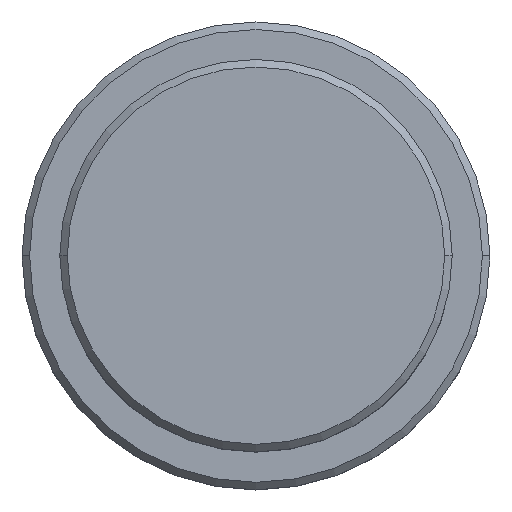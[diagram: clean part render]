
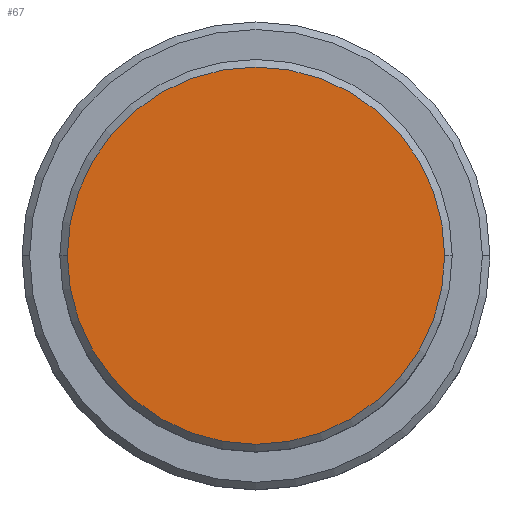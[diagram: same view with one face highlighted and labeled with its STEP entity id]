
A CAD part, top view. The second image highlights one B-rep face of the part: STEP entity #67.
In plain terms, the highlighted planar face has unit normal (0, 0, 1).
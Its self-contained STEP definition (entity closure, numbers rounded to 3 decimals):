
#13 = PLANE ( 'NONE',  #204 ) ;
#67 = ADVANCED_FACE ( 'NONE', ( #427 ), #13, .T. ) ;
#133 = AXIS2_PLACEMENT_3D ( 'NONE', #731, #187, #518 ) ;
#139 = ORIENTED_EDGE ( 'NONE', *, *, #1180, .T. ) ;
#187 = DIRECTION ( 'NONE',  ( 0., 0., 1. ) ) ;
#204 = AXIS2_PLACEMENT_3D ( 'NONE', #848, #854, #1306 ) ;
#208 = CIRCLE ( 'NONE', #133, 12.5 ) ;
#238 = DIRECTION ( 'NONE',  ( 0., 0., 1. ) ) ;
#306 = ORIENTED_EDGE ( 'NONE', *, *, #1062, .T. ) ;
#427 = FACE_OUTER_BOUND ( 'NONE', #489, .T. ) ;
#448 = CARTESIAN_POINT ( 'NONE',  ( 0., 0., 0. ) ) ;
#489 = EDGE_LOOP ( 'NONE', ( #139, #306 ) ) ;
#518 = DIRECTION ( 'NONE',  ( 1., 0., 0. ) ) ;
#580 = CIRCLE ( 'NONE', #907, 12.5 ) ;
#731 = CARTESIAN_POINT ( 'NONE',  ( 0., 0., 0. ) ) ;
#845 = CARTESIAN_POINT ( 'NONE',  ( 12.5, 0., 0. ) ) ;
#848 = CARTESIAN_POINT ( 'NONE',  ( 0., 0., 0. ) ) ;
#854 = DIRECTION ( 'NONE',  ( 0., 0., 1. ) ) ;
#907 = AXIS2_PLACEMENT_3D ( 'NONE', #448, #238, #1242 ) ;
#940 = VERTEX_POINT ( 'NONE', #845 ) ;
#1062 = EDGE_CURVE ( 'NONE', #940, #1125, #208, .T. ) ;
#1124 = CARTESIAN_POINT ( 'NONE',  ( -12.5, 0., 0. ) ) ;
#1125 = VERTEX_POINT ( 'NONE', #1124 ) ;
#1180 = EDGE_CURVE ( 'NONE', #1125, #940, #580, .T. ) ;
#1242 = DIRECTION ( 'NONE',  ( 1., 0., 0. ) ) ;
#1306 = DIRECTION ( 'NONE',  ( 1., 0., 0. ) ) ;
